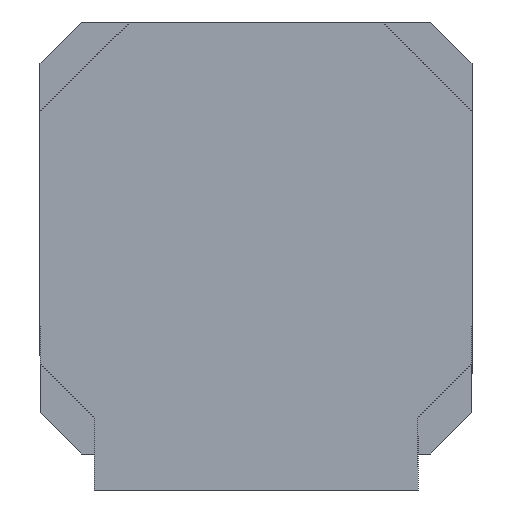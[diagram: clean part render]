
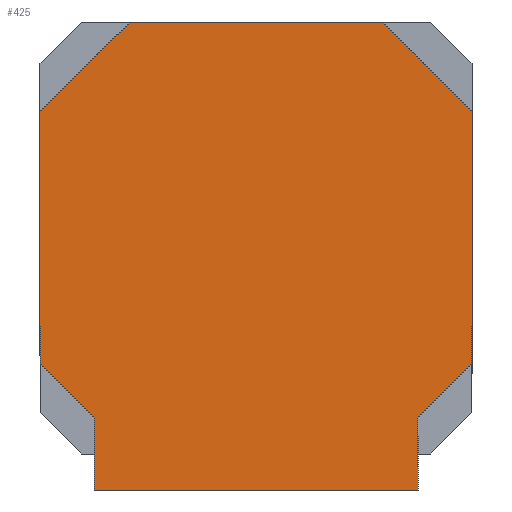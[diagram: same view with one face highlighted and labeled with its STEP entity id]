
A CAD part, left-side view. The second image highlights one B-rep face of the part: STEP entity #425.
In plain terms, the highlighted planar face has unit normal (-1, 0, 0).
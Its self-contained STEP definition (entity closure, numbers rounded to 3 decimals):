
#19=FACE_OUTER_BOUND('',#41,.T.);
#41=EDGE_LOOP('',(#311,#312,#313,#314,#315,#316,#317,#318,#319,#320));
#74=LINE('',#613,#134);
#82=LINE('',#630,#142);
#83=LINE('',#634,#143);
#91=LINE('',#650,#151);
#92=LINE('',#652,#152);
#93=LINE('',#654,#153);
#94=LINE('',#656,#154);
#95=LINE('',#657,#155);
#96=LINE('',#658,#156);
#97=LINE('',#659,#157);
#134=VECTOR('',#494,1.);
#142=VECTOR('',#504,1.);
#143=VECTOR('',#507,1.);
#151=VECTOR('',#517,1.);
#152=VECTOR('',#518,1.);
#153=VECTOR('',#519,1.);
#154=VECTOR('',#520,1.);
#155=VECTOR('',#521,1.);
#156=VECTOR('',#522,1.);
#157=VECTOR('',#523,1.);
#187=VERTEX_POINT('',#598);
#194=VERTEX_POINT('',#611);
#195=VERTEX_POINT('',#615);
#202=VERTEX_POINT('',#628);
#203=VERTEX_POINT('',#632);
#204=VERTEX_POINT('',#633);
#211=VERTEX_POINT('',#649);
#212=VERTEX_POINT('',#651);
#213=VERTEX_POINT('',#653);
#214=VERTEX_POINT('',#655);
#234=EDGE_CURVE('',#194,#187,#74,.T.);
#242=EDGE_CURVE('',#195,#202,#82,.T.);
#243=EDGE_CURVE('',#203,#204,#83,.T.);
#251=EDGE_CURVE('',#202,#211,#91,.T.);
#252=EDGE_CURVE('',#211,#212,#92,.T.);
#253=EDGE_CURVE('',#212,#213,#93,.T.);
#254=EDGE_CURVE('',#214,#213,#94,.T.);
#255=EDGE_CURVE('',#214,#187,#95,.T.);
#256=EDGE_CURVE('',#194,#203,#96,.T.);
#257=EDGE_CURVE('',#204,#195,#97,.T.);
#311=ORIENTED_EDGE('',*,*,#251,.T.);
#312=ORIENTED_EDGE('',*,*,#252,.T.);
#313=ORIENTED_EDGE('',*,*,#253,.T.);
#314=ORIENTED_EDGE('',*,*,#254,.F.);
#315=ORIENTED_EDGE('',*,*,#255,.T.);
#316=ORIENTED_EDGE('',*,*,#234,.F.);
#317=ORIENTED_EDGE('',*,*,#256,.T.);
#318=ORIENTED_EDGE('',*,*,#243,.T.);
#319=ORIENTED_EDGE('',*,*,#257,.T.);
#320=ORIENTED_EDGE('',*,*,#242,.T.);
#403=PLANE('',#455);
#425=ADVANCED_FACE('',(#19),#403,.T.);
#455=AXIS2_PLACEMENT_3D('',#648,#515,#516);
#494=DIRECTION('',(0.,0.,-1.));
#504=DIRECTION('',(0.,0.,-1.));
#507=DIRECTION('',(0.,1.,0.));
#515=DIRECTION('center_axis',(-1.,0.,0.));
#516=DIRECTION('ref_axis',(0.,0.,1.));
#517=DIRECTION('',(0.,-0.707,-0.707));
#518=DIRECTION('',(0.,0.,-1.));
#519=DIRECTION('',(0.,-1.,0.));
#520=DIRECTION('',(0.,0.,-1.));
#521=DIRECTION('',(0.,-0.707,0.707));
#522=DIRECTION('',(0.,0.707,0.707));
#523=DIRECTION('',(0.,0.707,-0.707));
#598=CARTESIAN_POINT('',(1.,66.5,1449.));
#611=CARTESIAN_POINT('',(1.,66.5,1491.));
#613=CARTESIAN_POINT('',(1.,66.5,1491.));
#615=CARTESIAN_POINT('',(1.,138.5,1491.));
#628=CARTESIAN_POINT('',(1.,138.5,1449.));
#630=CARTESIAN_POINT('',(1.,138.5,1491.));
#632=CARTESIAN_POINT('',(1.,81.5,1506.));
#633=CARTESIAN_POINT('',(1.,123.5,1506.));
#634=CARTESIAN_POINT('',(1.,81.5,1506.));
#648=CARTESIAN_POINT('Origin',(1.,62.9,1424.1));
#649=CARTESIAN_POINT('',(1.,129.5,1440.));
#650=CARTESIAN_POINT('',(1.,138.5,1449.));
#651=CARTESIAN_POINT('',(1.,129.5,1428.));
#652=CARTESIAN_POINT('',(1.,129.5,1440.));
#653=CARTESIAN_POINT('',(1.,75.5,1428.));
#654=CARTESIAN_POINT('',(1.,129.5,1428.));
#655=CARTESIAN_POINT('',(1.,75.5,1440.));
#656=CARTESIAN_POINT('',(1.,75.5,1440.));
#657=CARTESIAN_POINT('',(1.,75.5,1440.));
#658=CARTESIAN_POINT('',(1.,66.5,1491.));
#659=CARTESIAN_POINT('',(1.,123.5,1506.));
